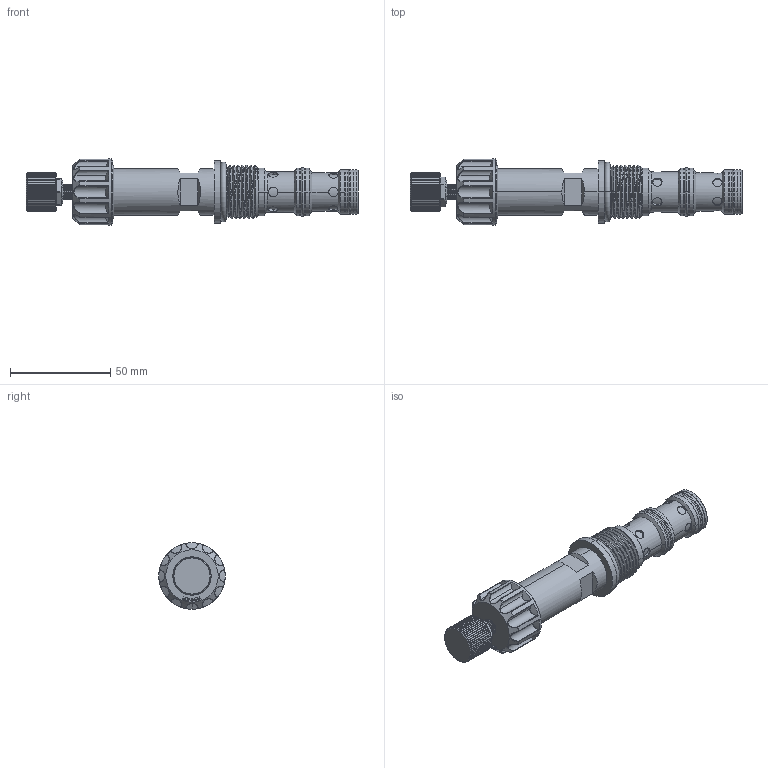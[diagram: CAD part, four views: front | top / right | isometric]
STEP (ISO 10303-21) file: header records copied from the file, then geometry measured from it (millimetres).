
FILE_DESCRIPTION (( 'STEP AP203' ), '1' );
FILE_NAME ('PFR12W3G-M-1.STEP', '2020-04-15T08:16:37', ( '' ), ( '' ), 'SwSTEP 2.0', 'SolidWorks 2018', '' );
FILE_SCHEMA (( 'CONFIG_CONTROL_DESIGN' ));
Length unit declared in the file: millimetre
Products named in the file (1): PFR12W3G-M-1
Bounding box: 165.45 x 33.1 x 33.1 mm (x, y, z)
Volume: 68618.4 mm3; surface area: 19496.5 mm2
Topology: 5 solids, 5 shells, 587 faces, 1511 edges, 966 vertices
Faces by surface type: cylinder 235, plane 230, cone 40, torus 33, sphere 26, bspline 23
Entity records: 26594 total; most frequent: CARTESIAN_POINT 13004, ORIENTED_EDGE 3022, DIRECTION 2564, EDGE_CURVE 1511, AXIS2_PLACEMENT_3D 983, VERTEX_POINT 966, EDGE_LOOP 627, VECTOR 598
